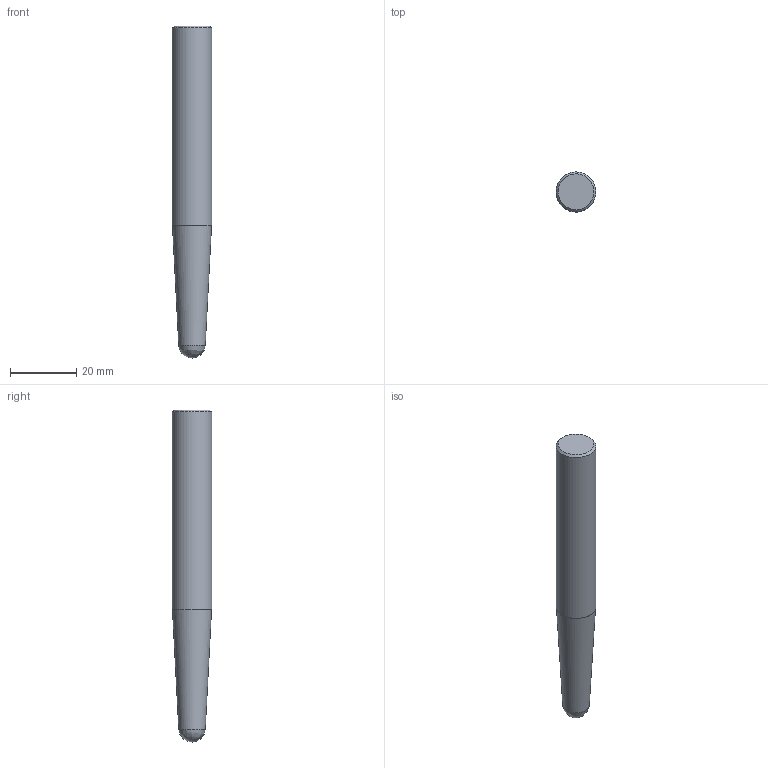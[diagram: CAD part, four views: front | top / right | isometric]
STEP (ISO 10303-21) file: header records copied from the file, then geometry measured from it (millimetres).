
FILE_DESCRIPTION(('3-D model version:1'), '1');
FILE_NAME('R216.54-08040RAL40G 1620', '2016-02-08T16:15:58', ('InteractiveCad'), ('AB Sandvik Coromant'), 'HarmonyWare STEP v2.0.3-dev Express v1.1.1.dev.0', 'T3D tool generator', 'Unknown');
FILE_SCHEMA(('AUTOMOTIVE_DESIGN'));
Length unit declared in the file: millimetre
Products named in the file (1): NONE
Bounding box: 12 x 11.99 x 100 mm (x, y, z)
Volume: 9746.9 mm3; surface area: 3811.5 mm2
Topology: 2 solids, 2 shells, 7 faces, 14 edges, 14 vertices
Faces by surface type: bspline 4, plane 3
Entity records: 318 total; most frequent: CARTESIAN_POINT 156, ORIENTED_EDGE 18, DIRECTION 12, PRESENTATION_STYLE_ASSIGNMENT 9, COLOUR_RGB 9, STYLED_ITEM 9, EDGE_CURVE 9, CURVE_STYLE 7
